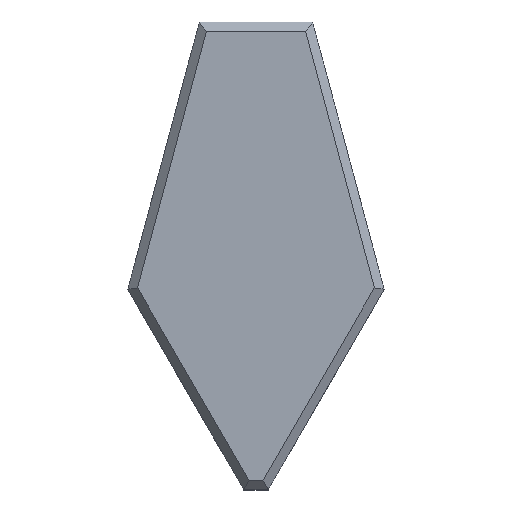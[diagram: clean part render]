
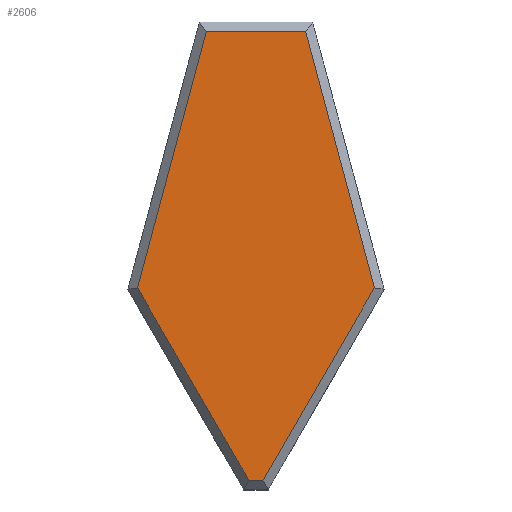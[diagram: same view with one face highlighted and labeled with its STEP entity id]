
A CAD part, top view. The second image highlights one B-rep face of the part: STEP entity #2606.
In plain terms, the highlighted planar face has unit normal (0, 0, 1).
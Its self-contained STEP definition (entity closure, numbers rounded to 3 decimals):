
#28=FACE_OUTER_BOUND('',#180,.T.);
#180=EDGE_LOOP('',(#1763,#1764,#1765,#1766,#1767,#1768));
#323=LINE('',#3595,#701);
#327=LINE('',#3603,#705);
#330=LINE('',#3609,#708);
#333=LINE('',#3615,#711);
#337=LINE('',#3623,#715);
#340=LINE('',#3627,#718);
#701=VECTOR('',#2915,10.);
#705=VECTOR('',#2921,10.);
#708=VECTOR('',#2926,10.);
#711=VECTOR('',#2931,10.);
#715=VECTOR('',#2937,10.);
#718=VECTOR('',#2942,10.);
#1079=VERTEX_POINT('',#3593);
#1080=VERTEX_POINT('',#3594);
#1083=VERTEX_POINT('',#3602);
#1085=VERTEX_POINT('',#3608);
#1087=VERTEX_POINT('',#3614);
#1090=VERTEX_POINT('',#3622);
#1313=EDGE_CURVE('',#1079,#1080,#323,.T.);
#1317=EDGE_CURVE('',#1080,#1083,#327,.T.);
#1320=EDGE_CURVE('',#1083,#1085,#330,.T.);
#1323=EDGE_CURVE('',#1085,#1087,#333,.T.);
#1327=EDGE_CURVE('',#1087,#1090,#337,.T.);
#1330=EDGE_CURVE('',#1090,#1079,#340,.T.);
#1763=ORIENTED_EDGE('',*,*,#1313,.F.);
#1764=ORIENTED_EDGE('',*,*,#1330,.F.);
#1765=ORIENTED_EDGE('',*,*,#1327,.F.);
#1766=ORIENTED_EDGE('',*,*,#1323,.F.);
#1767=ORIENTED_EDGE('',*,*,#1320,.F.);
#1768=ORIENTED_EDGE('',*,*,#1317,.F.);
#2456=PLANE('',#2770);
#2606=ADVANCED_FACE('',(#28),#2456,.T.);
#2770=AXIS2_PLACEMENT_3D('',#3714,#2992,#2993);
#2915=DIRECTION('',(1.,0.,0.));
#2921=DIRECTION('',(0.259,-0.966,0.));
#2926=DIRECTION('',(-0.501,-0.866,0.));
#2931=DIRECTION('',(-1.,0.,0.));
#2937=DIRECTION('',(-0.501,0.866,0.));
#2942=DIRECTION('',(0.259,0.966,0.));
#2992=DIRECTION('center_axis',(0.,0.,1.));
#2993=DIRECTION('ref_axis',(1.,0.,0.));
#3593=CARTESIAN_POINT('',(-6.277,-34.602,16.6));
#3594=CARTESIAN_POINT('',(9.998,-34.602,16.6));
#3595=CARTESIAN_POINT('',(6.505,-34.602,16.6));
#3602=CARTESIAN_POINT('',(21.288,-76.738,16.6));
#3603=CARTESIAN_POINT('',(20.061,-72.159,16.6));
#3608=CARTESIAN_POINT('',(2.995,-108.366,16.6));
#3609=CARTESIAN_POINT('',(10.629,-95.168,16.6));
#3614=CARTESIAN_POINT('',(0.726,-108.366,16.6));
#3615=CARTESIAN_POINT('',(0.86,-108.366,16.6));
#3622=CARTESIAN_POINT('',(-17.567,-76.738,16.6));
#3623=CARTESIAN_POINT('',(-16.427,-78.71,16.6));
#3627=CARTESIAN_POINT('',(-10.466,-50.234,16.6));
#3714=CARTESIAN_POINT('Origin',(1.86,-71.484,16.6));
